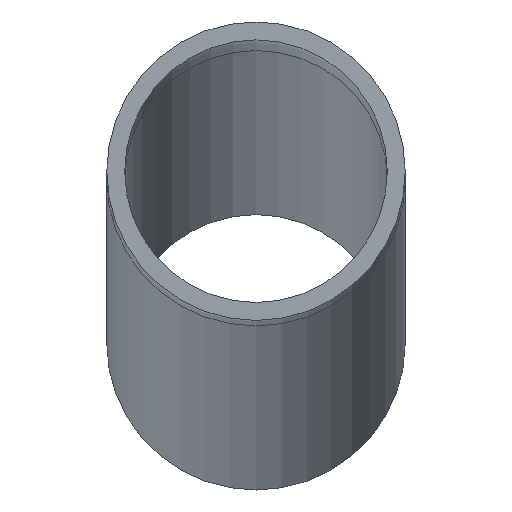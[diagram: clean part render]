
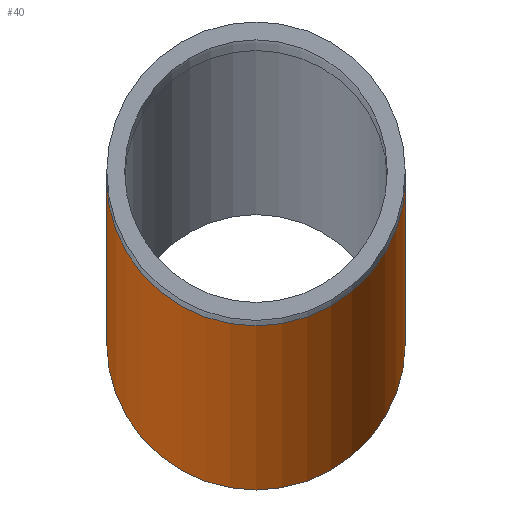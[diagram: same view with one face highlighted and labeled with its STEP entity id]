
A CAD part, left-side view. The second image highlights one B-rep face of the part: STEP entity #40.
In plain terms, the highlighted cylindrical face has radius 55 mm (diameter 110 mm), a full revolution.
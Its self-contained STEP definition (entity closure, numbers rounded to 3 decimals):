
#40 = ADVANCED_FACE( '', ( #81, #82 ), #83, .T. );
#81 = FACE_OUTER_BOUND( '', #120, .T. );
#82 = FACE_OUTER_BOUND( '', #121, .T. );
#83 = CYLINDRICAL_SURFACE( '', #122, 55. );
#120 = EDGE_LOOP( '', ( #161 ) );
#121 = EDGE_LOOP( '', ( #162 ) );
#122 = AXIS2_PLACEMENT_3D( '', #163, #164, #165 );
#161 = ORIENTED_EDGE( '', *, *, #192, .T. );
#162 = ORIENTED_EDGE( '', *, *, #196, .F. );
#163 = CARTESIAN_POINT( '', ( 659.659, 0., -63.518 ) );
#164 = DIRECTION( '', ( -0.982, 0., 0.191 ) );
#165 = DIRECTION( '', ( -0.191, 0., -0.982 ) );
#192 = EDGE_CURVE( '', #213, #213, #214, .T. );
#196 = EDGE_CURVE( '', #219, #219, #220, .T. );
#213 = VERTEX_POINT( '', #237 );
#214 = CIRCLE( '', #238, 55. );
#219 = VERTEX_POINT( '', #243 );
#220 = CIRCLE( '', #244, 55. );
#237 = CARTESIAN_POINT( '', ( 348.483, 55., -3.032 ) );
#238 = AXIS2_PLACEMENT_3D( '', #263, #264, #265 );
#243 = CARTESIAN_POINT( '', ( 649.165, 0., -117.507 ) );
#244 = AXIS2_PLACEMENT_3D( '', #269, #270, #271 );
#263 = CARTESIAN_POINT( '', ( 348.483, 0., -3.032 ) );
#264 = DIRECTION( '', ( 0.982, 0., -0.191 ) );
#265 = DIRECTION( '', ( 0., 1., 0. ) );
#269 = CARTESIAN_POINT( '', ( 659.659, 0., -63.518 ) );
#270 = DIRECTION( '', ( 0.982, 0., -0.191 ) );
#271 = DIRECTION( '', ( -0.191, 0., -0.982 ) );
